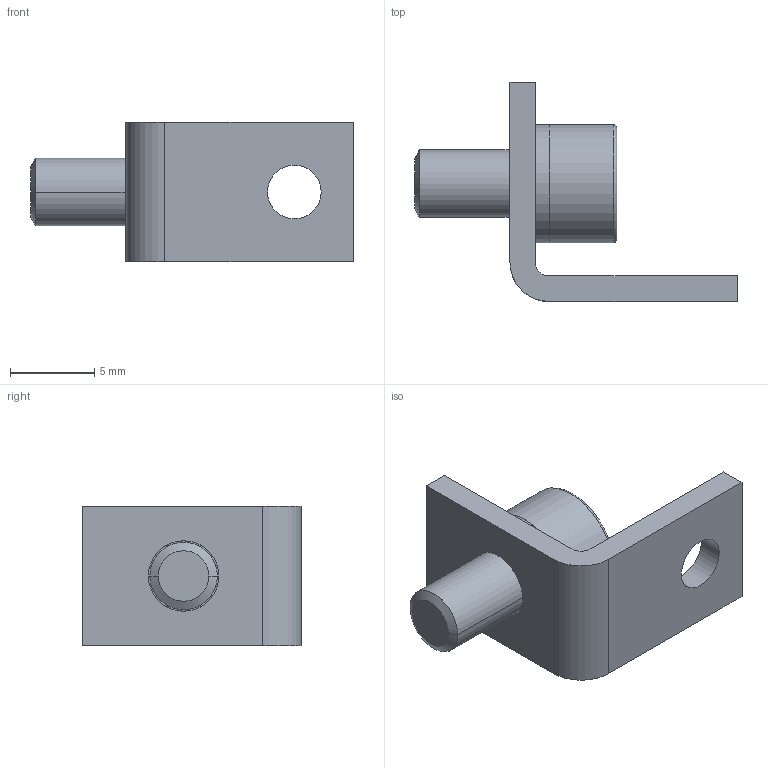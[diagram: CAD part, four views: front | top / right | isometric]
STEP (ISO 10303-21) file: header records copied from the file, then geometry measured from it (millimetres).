
FILE_DESCRIPTION((''),'2;1');
FILE_NAME('00190008300','2019-09-19T',('presta_be4'),(''),'PRO/ENGINEER BY PARAMETRIC TECHNOLOGY CORPORATION, 2014310','PRO/ENGINEER BY PARAMETRIC TECHNOLOGY CORPORATION, 2014310','');
FILE_SCHEMA(('CONFIG_CONTROL_DESIGN'));
Length unit declared in the file: millimetre
Products named in the file (1): 00190008300
Bounding box: 19.18 x 13.01 x 8.31 mm (x, y, z)
Volume: 508.3 mm3; surface area: 840 mm2
Topology: 1 solids, 2 shells, 53 faces, 120 edges, 75 vertices
Faces by surface type: plane 27, cylinder 20, cone 4, torus 2
Entity records: 1520 total; most frequent: DIRECTION 276, CARTESIAN_POINT 246, ORIENTED_EDGE 236, EDGE_CURVE 118, AXIS2_PLACEMENT_3D 105, VERTEX_POINT 75, VECTOR 66, LINE 66
